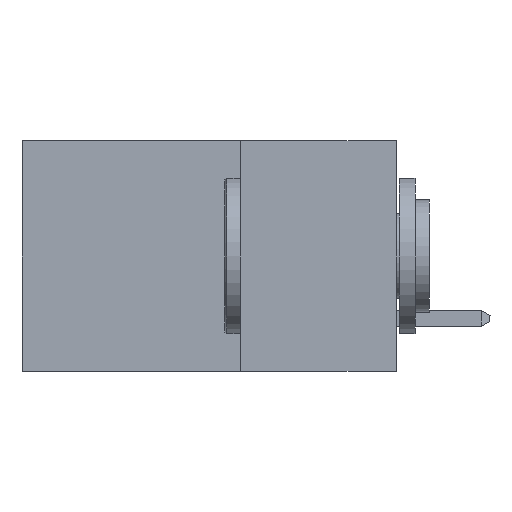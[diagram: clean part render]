
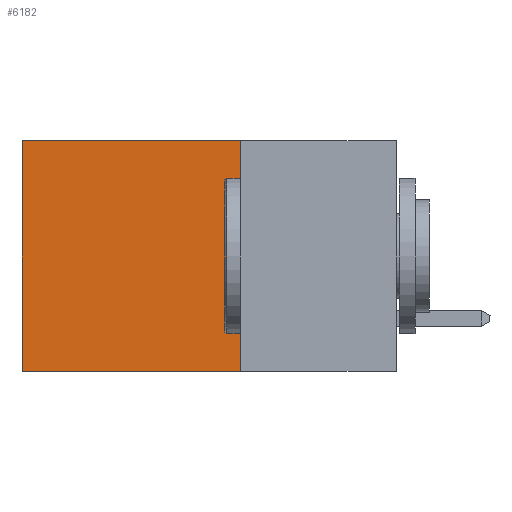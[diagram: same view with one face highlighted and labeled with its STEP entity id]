
A CAD part, left-side view. The second image highlights one B-rep face of the part: STEP entity #6182.
In plain terms, the highlighted planar face has unit normal (-1, 0, 0).
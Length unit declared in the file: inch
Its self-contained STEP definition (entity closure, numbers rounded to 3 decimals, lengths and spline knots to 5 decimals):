
#270 = VERTEX_POINT ( 'NONE', #25310 ) ;
#1314 = ORIENTED_EDGE ( 'NONE', *, *, #5327, .T. ) ;
#1873 = LINE ( 'NONE', #24279, #6242 ) ;
#3102 = EDGE_CURVE ( 'NONE', #270, #11979, #20182, .T. ) ;
#3470 = VECTOR ( 'NONE', #10597, 39.37008 ) ;
#3681 = CARTESIAN_POINT ( 'NONE',  ( 0.2615, 0.25, -0.37 ) ) ;
#4031 = ORIENTED_EDGE ( 'NONE', *, *, #4954, .T. ) ;
#4666 = ORIENTED_EDGE ( 'NONE', *, *, #10466, .F. ) ;
#4954 = EDGE_CURVE ( 'NONE', #17638, #19644, #22668, .T. ) ;
#5057 = CARTESIAN_POINT ( 'NONE',  ( 0.2615, 0.6, 0. ) ) ;
#5327 = EDGE_CURVE ( 'NONE', #19644, #11979, #24911, .T. ) ;
#6182 = ADVANCED_FACE ( 'NONE', ( #18084 ), #7885, .F. ) ;
#6242 = VECTOR ( 'NONE', #6303, 39.37008 ) ;
#6303 = DIRECTION ( 'NONE',  ( 0., 0., -1. ) ) ;
#7118 = CARTESIAN_POINT ( 'NONE',  ( 0.2615, 0.25, 0. ) ) ;
#7800 = EDGE_LOOP ( 'NONE', ( #1314, #14342, #4666, #4031 ) ) ;
#7885 = PLANE ( 'NONE',  #22656 ) ;
#8080 = CARTESIAN_POINT ( 'NONE',  ( 0.2615, 0.25, -0.37 ) ) ;
#8185 = VECTOR ( 'NONE', #24038, 39.37008 ) ;
#9589 = CARTESIAN_POINT ( 'NONE',  ( 0.2615, 0.6, -0.37 ) ) ;
#10466 = EDGE_CURVE ( 'NONE', #17638, #270, #1873, .T. ) ;
#10597 = DIRECTION ( 'NONE',  ( 0., 1., 0. ) ) ;
#11182 = VECTOR ( 'NONE', #15177, 39.37008 ) ;
#11979 = VERTEX_POINT ( 'NONE', #9589 ) ;
#12156 = DIRECTION ( 'NONE',  ( 1., 0., 0. ) ) ;
#14173 = CARTESIAN_POINT ( 'NONE',  ( 0.2615, 0.25, 0. ) ) ;
#14342 = ORIENTED_EDGE ( 'NONE', *, *, #3102, .F. ) ;
#15033 = CARTESIAN_POINT ( 'NONE',  ( 0.2615, 0.6, -0.37 ) ) ;
#15177 = DIRECTION ( 'NONE',  ( 0., 0., -1. ) ) ;
#17638 = VERTEX_POINT ( 'NONE', #14173 ) ;
#18084 = FACE_OUTER_BOUND ( 'NONE', #7800, .T. ) ;
#19644 = VERTEX_POINT ( 'NONE', #5057 ) ;
#20182 = LINE ( 'NONE', #8080, #8185 ) ;
#20237 = DIRECTION ( 'NONE',  ( 0., 0., -1. ) ) ;
#22656 = AXIS2_PLACEMENT_3D ( 'NONE', #3681, #12156, #20237 ) ;
#22668 = LINE ( 'NONE', #7118, #3470 ) ;
#24038 = DIRECTION ( 'NONE',  ( 0., 1., 0. ) ) ;
#24279 = CARTESIAN_POINT ( 'NONE',  ( 0.2615, 0.25, -0.37 ) ) ;
#24911 = LINE ( 'NONE', #15033, #11182 ) ;
#25310 = CARTESIAN_POINT ( 'NONE',  ( 0.2615, 0.25, -0.37 ) ) ;
